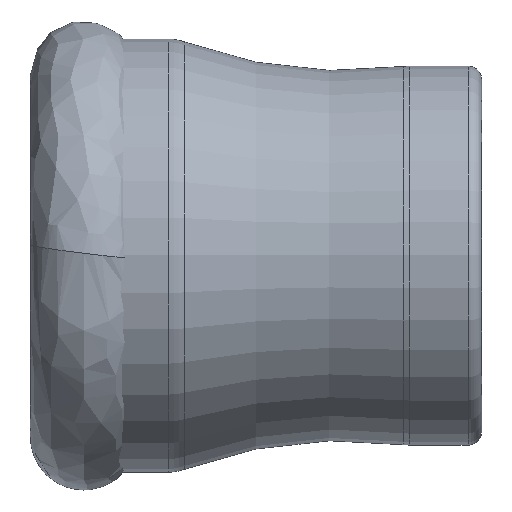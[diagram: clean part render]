
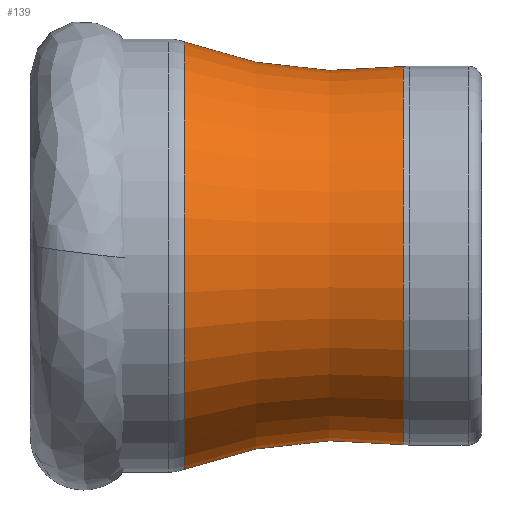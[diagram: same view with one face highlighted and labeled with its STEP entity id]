
A CAD part, top view. The second image highlights one B-rep face of the part: STEP entity #139.
In plain terms, the highlighted toroidal (fillet/blend) face has major radius 70.5 mm and minor radius 50 mm.
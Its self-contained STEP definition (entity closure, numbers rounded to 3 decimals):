
#52=TOROIDAL_SURFACE('',#251,70.5,50.);
#139=ADVANCED_FACE('',(#160,#161),#52,.F.);
#160=FACE_BOUND('',#180,.T.);
#161=FACE_BOUND('',#181,.T.);
#180=EDGE_LOOP('',(#200));
#181=EDGE_LOOP('',(#201));
#200=ORIENTED_EDGE('',*,*,#222,.F.);
#201=ORIENTED_EDGE('',*,*,#218,.T.);
#207=VERTEX_POINT('',#383);
#212=VERTEX_POINT('',#464);
#218=EDGE_CURVE('',#207,#207,#228,.T.);
#222=EDGE_CURVE('',#212,#212,#232,.T.);
#228=CIRCLE('',#242,20.955);
#232=CIRCLE('',#249,23.682);
#242=AXIS2_PLACEMENT_3D('',#382,#270,#271);
#249=AXIS2_PLACEMENT_3D('',#463,#285,#286);
#251=AXIS2_PLACEMENT_3D('',#466,#289,#290);
#270=DIRECTION('',(-1.,0.,0.));
#271=DIRECTION('',(0.,0.,1.));
#285=DIRECTION('',(-1.,0.,0.));
#286=DIRECTION('',(0.,0.,1.));
#289=DIRECTION('',(-1.,0.,0.));
#290=DIRECTION('',(0.,0.,1.));
#382=CARTESIAN_POINT('',(41.327,0.,0.));
#383=CARTESIAN_POINT('',(41.327,0.,20.955));
#463=CARTESIAN_POINT('',(17.049,0.,0.));
#464=CARTESIAN_POINT('',(17.049,0.,23.682));
#466=CARTESIAN_POINT('',(34.601,0.,0.));
